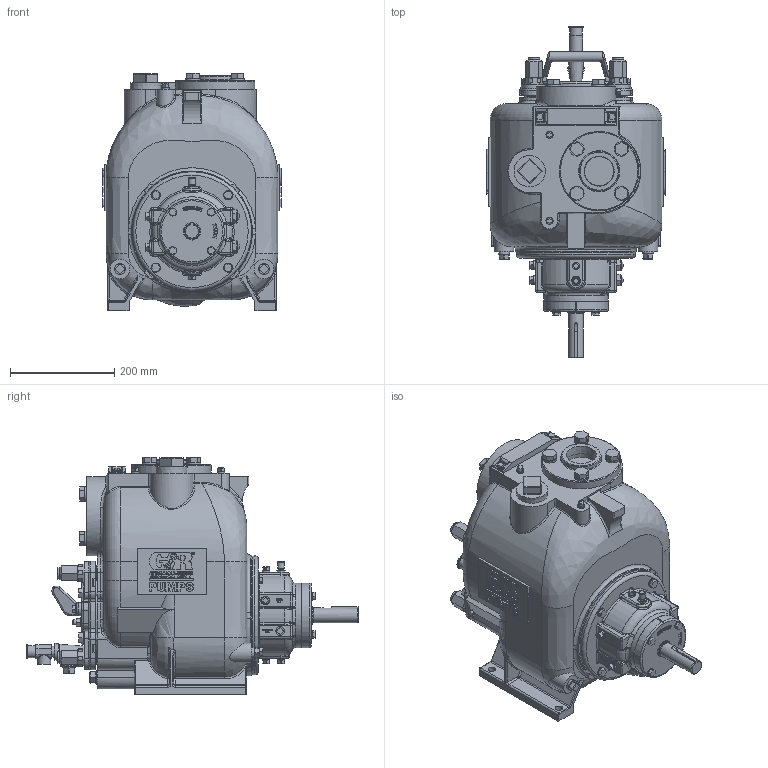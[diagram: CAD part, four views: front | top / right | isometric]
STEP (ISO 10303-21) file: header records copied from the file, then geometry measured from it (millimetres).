
FILE_DESCRIPTION(/* description */ ('Unknown'),/* implementation_level */ '2;1');
FILE_NAME(/* name */ '19568',/* time_stamp */ '2021-04-14T10:56:06-04:00',/* author */ ('Unknown'),/* organization */ ('Unknown'),/* preprocessor_version */ 'ST-DEVELOPER v16.7',/* originating_system */ 'DEX',/* authorisation */ $);
FILE_SCHEMA (('AUTOMOTIVE_DESIGN {1 0 10303 214 3 1 1}'));
Products named in the file (1): 19568
Bounding box: 342.52 x 637.71 x 456.12 mm (x, y, z)
Volume: 36542783.1 mm3; surface area: 960797.2 mm2
Topology: 1 solids, 27 shells, 4037 faces, 9967 edges, 6149 vertices
Faces by surface type: plane 1828, cylinder 1014, bspline 567, torus 482, sphere 112, cone 34
Full cylindrical faces by diameter (mm): 2.845 x4, 3.048 x6, 7.938 x4, 8.738 x1, 9.525 x10, 9.779 x8, 12.421 x2, 12.7 x7, 14.224 x4, 14.884 x4, 15.875 x4, 16.51 x4, 17.348 x8, 17.475 x2, 19.05 x5, 22.174 x4, 22.225 x4, 23.368 x1, 25.4 x1, 25.527 x8, 27.407 x8, 28.562 x1, 28.575 x8, 31.75 x2, 33.299 x1, 38.1 x2, 56.358 x1, 57.219 x1, 76.2 x1, 120.65 x1
Entity records: 159077 total; most frequent: CARTESIAN_POINT 38798, ORIENTED_EDGE 19088, DIRECTION 18868, EDGE_CURVE 9544, AXIS2_PLACEMENT_3D 6884, VERTEX_POINT 6032, LINE 5100, VECTOR 5100
